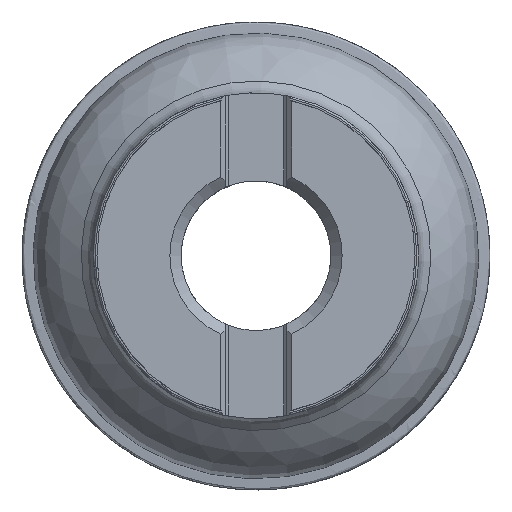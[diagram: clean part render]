
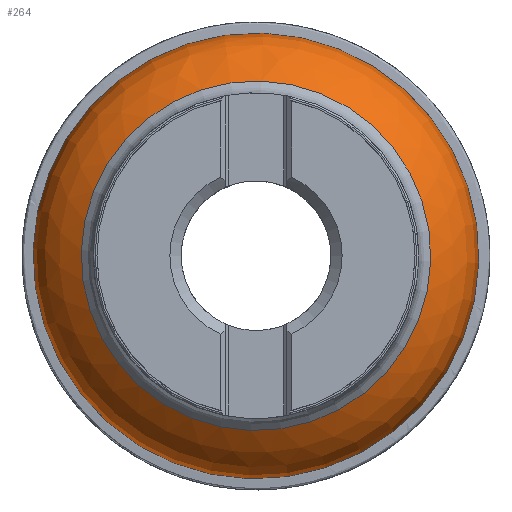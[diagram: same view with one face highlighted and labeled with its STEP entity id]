
A CAD part, top view. The second image highlights one B-rep face of the part: STEP entity #264.
In plain terms, the highlighted face is a revolution surface.
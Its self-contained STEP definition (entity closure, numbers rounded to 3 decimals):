
#98=SURFACE_OF_REVOLUTION('',#236,#99);
#99=AXIS1_PLACEMENT('',#1500,#1179);
#236=B_SPLINE_CURVE_WITH_KNOTS('',3,(#1496,#1497,#1498,#1499),
 .UNSPECIFIED.,.F.,.F.,(4,4),(0.,1.),.UNSPECIFIED.);
#264=ADVANCED_FACE('CN_SU3',(#340,#341),#98,.T.);
#340=FACE_BOUND('',#393,.T.);
#341=FACE_BOUND('',#394,.T.);
#393=EDGE_LOOP('',(#488));
#394=EDGE_LOOP('',(#489));
#488=ORIENTED_EDGE('',*,*,#720,.F.);
#489=ORIENTED_EDGE('',*,*,#736,.T.);
#647=VERTEX_POINT('',#1457);
#661=VERTEX_POINT('',#1494);
#720=EDGE_CURVE('',#647,#647,#812,.T.);
#736=EDGE_CURVE('',#661,#661,#816,.T.);
#812=CIRCLE('',#977,59.5);
#816=CIRCLE('',#996,46.7);
#977=AXIS2_PLACEMENT_3D('',#1456,#1133,#1134);
#996=AXIS2_PLACEMENT_3D('',#1493,#1175,#1176);
#1133=DIRECTION('',(0.,0.,-1.));
#1134=DIRECTION('',(-0.143,0.99,0.));
#1175=DIRECTION('',(0.,0.,-1.));
#1176=DIRECTION('',(-0.143,0.99,0.));
#1179=DIRECTION('',(0.,0.,-1.));
#1456=CARTESIAN_POINT('',(0.,0.,
-46.));
#1457=CARTESIAN_POINT('',(-8.509,58.888,-46.));
#1493=CARTESIAN_POINT('',(0.,0.,
-25.4));
#1494=CARTESIAN_POINT('',(-6.679,46.22,-25.4));
#1496=CARTESIAN_POINT('',(-46.7,0.,-25.4));
#1497=CARTESIAN_POINT('',(-57.191,0.,-33.268));
#1498=CARTESIAN_POINT('',(-59.5,0.,-37.631));
#1499=CARTESIAN_POINT('',(-59.5,0.,-46.));
#1500=CARTESIAN_POINT('',(0.,0.,
25.695));
